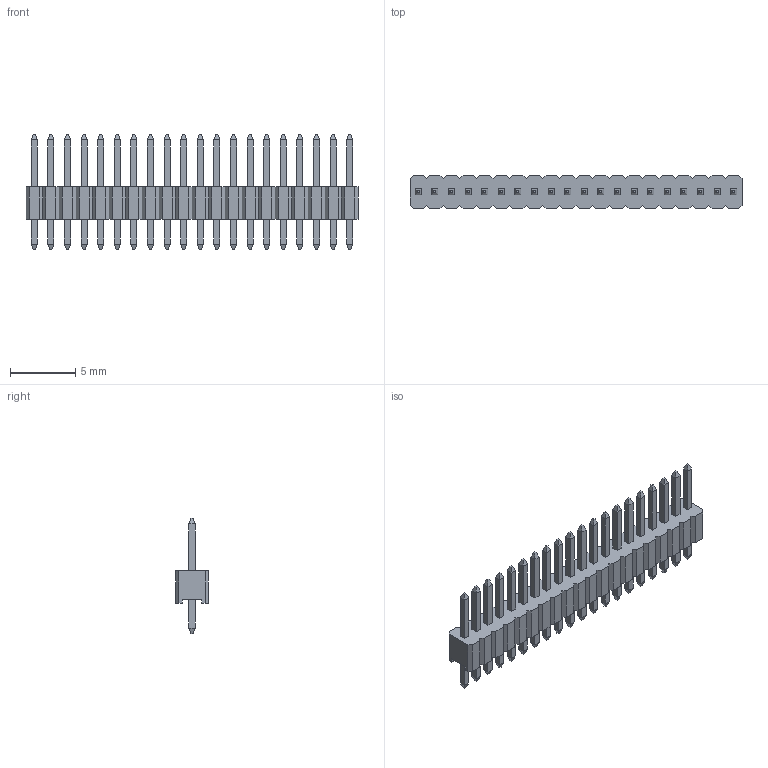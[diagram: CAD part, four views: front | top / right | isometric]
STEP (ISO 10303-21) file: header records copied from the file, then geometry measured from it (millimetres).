
FILE_DESCRIPTION (( 'STEP AP214' ), '1' );
FILE_NAME ('User Library-HDRV20W46P127_1X20_2540X250X880.STEP', '2013-06-30T07:13:33', ( 'Windows User' ), ( '' ), 'SwSTEP 2.0', 'SolidWorks 2013', '' );
FILE_SCHEMA (( 'AUTOMOTIVE_DESIGN' ));
Length unit declared in the file: millimetre
Products named in the file (1): User Library-HDRV20W46P127_1X20_2540X250X880
Bounding box: 25.4 x 2.5 x 8.8 mm (x, y, z)
Volume: 167.2 mm3; surface area: 520.9 mm2
Topology: 1 solids, 1 shells, 488 faces, 1178 edges, 732 vertices
Faces by surface type: plane 488
Entity records: 19104 total; most frequent: CARTESIAN_POINT 2399, ORIENTED_EDGE 2356, DIRECTION 2156, EDGE_CURVE 1178, LINE 1178, VECTOR 1178, VERTEX_POINT 732, EDGE_LOOP 528
